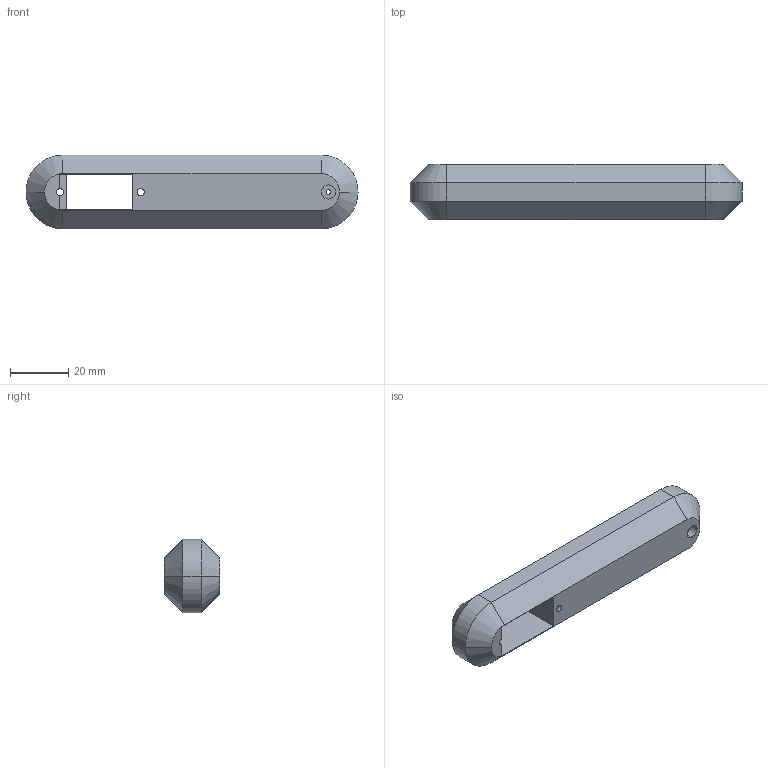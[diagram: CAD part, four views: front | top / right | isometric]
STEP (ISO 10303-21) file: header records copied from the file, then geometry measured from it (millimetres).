
FILE_DESCRIPTION (( 'STEP AP203' ), '1' );
FILE_NAME ('Robot Arm Link 2.0.STEP', '2024-08-06T15:50:31', ( '' ), ( '' ), 'SwSTEP 2.0', 'SolidWorks 2023', '' );
FILE_SCHEMA (( 'CONFIG_CONTROL_DESIGN' ));
Length unit declared in the file: inch
Products named in the file (1): Robot Arm Link 2.0
Bounding box: 114.3 x 19.05 x 25.4 mm (x, y, z)
Volume: 36515.7 mm3; surface area: 9701.8 mm2
Topology: 1 solids, 1 shells, 39 faces, 96 edges, 60 vertices
Faces by surface type: plane 17, cylinder 14, cone 8
Entity records: 1244 total; most frequent: DIRECTION 208, CARTESIAN_POINT 205, ORIENTED_EDGE 192, EDGE_CURVE 96, AXIS2_PLACEMENT_3D 75, VERTEX_POINT 60, LINE 58, VECTOR 58
